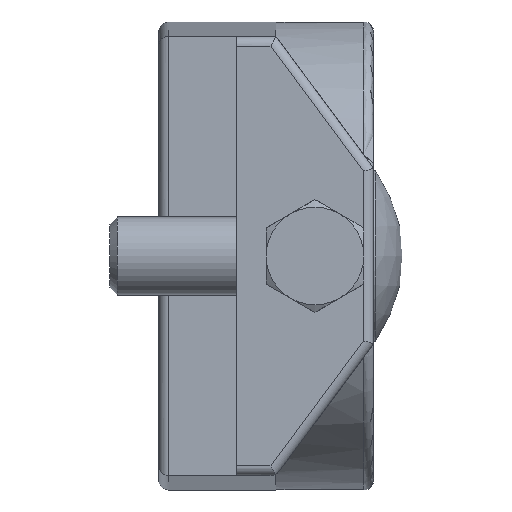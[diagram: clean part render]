
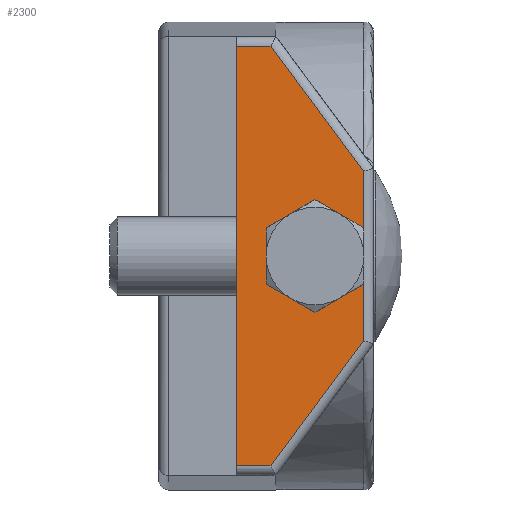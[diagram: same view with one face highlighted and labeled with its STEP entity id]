
A CAD part, left-side view. The second image highlights one B-rep face of the part: STEP entity #2300.
In plain terms, the highlighted planar face has unit normal (-1, 0, 0).
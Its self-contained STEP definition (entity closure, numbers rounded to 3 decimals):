
#177=LINE('',#3794,#330);
#181=LINE('',#3831,#334);
#187=LINE('',#3851,#340);
#188=LINE('',#3855,#341);
#189=LINE('',#3857,#342);
#190=LINE('',#3858,#343);
#330=VECTOR('',#2951,1.);
#334=VECTOR('',#2967,1.);
#340=VECTOR('',#2987,1.);
#341=VECTOR('',#2992,1.);
#342=VECTOR('',#2993,1.);
#343=VECTOR('',#2994,1.);
#495=FACE_BOUND('',#732,.T.);
#564=FACE_OUTER_BOUND('',#731,.T.);
#731=EDGE_LOOP('',(#1715,#1716,#1717,#1718,#1719,#1720));
#732=EDGE_LOOP('',(#1721));
#880=CIRCLE('',#2461,3.);
#993=VERTEX_POINT('',#3565);
#1045=VERTEX_POINT('',#3791);
#1046=VERTEX_POINT('',#3793);
#1051=VERTEX_POINT('',#3830);
#1058=VERTEX_POINT('',#3850);
#1059=VERTEX_POINT('',#3854);
#1060=VERTEX_POINT('',#3856);
#1213=EDGE_CURVE('',#993,#993,#880,.T.);
#1284=EDGE_CURVE('',#1045,#1046,#177,.T.);
#1293=EDGE_CURVE('',#1046,#1051,#181,.T.);
#1303=EDGE_CURVE('',#1051,#1058,#187,.T.);
#1305=EDGE_CURVE('',#1059,#1045,#188,.T.);
#1306=EDGE_CURVE('',#1060,#1059,#189,.T.);
#1307=EDGE_CURVE('',#1060,#1058,#190,.T.);
#1715=ORIENTED_EDGE('',*,*,#1293,.F.);
#1716=ORIENTED_EDGE('',*,*,#1284,.F.);
#1717=ORIENTED_EDGE('',*,*,#1305,.F.);
#1718=ORIENTED_EDGE('',*,*,#1306,.F.);
#1719=ORIENTED_EDGE('',*,*,#1307,.T.);
#1720=ORIENTED_EDGE('',*,*,#1303,.F.);
#1721=ORIENTED_EDGE('',*,*,#1213,.T.);
#2190=PLANE('',#2530);
#2300=ADVANCED_FACE('',(#564,#495),#2190,.T.);
#2461=AXIS2_PLACEMENT_3D('',#3566,#2807,#2808);
#2530=AXIS2_PLACEMENT_3D('',#3853,#2990,#2991);
#2807=DIRECTION('center_axis',(1.,0.,0.));
#2808=DIRECTION('ref_axis',(0.,1.,0.));
#2951=DIRECTION('',(0.,0.,-1.));
#2967=DIRECTION('',(0.,0.595,-0.804));
#2987=DIRECTION('',(0.,1.,0.));
#2990=DIRECTION('center_axis',(-1.,0.,0.));
#2991=DIRECTION('ref_axis',(0.,0.,-1.));
#2992=DIRECTION('',(0.,-0.595,-0.804));
#2993=DIRECTION('',(0.,-1.,0.));
#2994=DIRECTION('',(0.,0.,-1.));
#3565=CARTESIAN_POINT('',(-85.,-11.,0.));
#3566=CARTESIAN_POINT('Origin',(-85.,-8.,0.));
#3791=CARTESIAN_POINT('',(-85.,-13.,8.67));
#3793=CARTESIAN_POINT('',(-85.,-13.,-8.67));
#3794=CARTESIAN_POINT('',(-85.,-13.,11.25));
#3830=CARTESIAN_POINT('',(-85.,-3.496,-21.5));
#3831=CARTESIAN_POINT('',(-85.,-20.73,1.765));
#3850=CARTESIAN_POINT('',(-85.,0.,-21.5));
#3851=CARTESIAN_POINT('',(-85.,-14.,-21.5));
#3853=CARTESIAN_POINT('Origin',(-85.,-14.,22.5));
#3854=CARTESIAN_POINT('',(-85.,-3.496,21.5));
#3855=CARTESIAN_POINT('',(-85.,-4.968,19.513));
#3856=CARTESIAN_POINT('',(-85.,0.,21.5));
#3857=CARTESIAN_POINT('',(-85.,-14.,21.5));
#3858=CARTESIAN_POINT('',(-85.,0.,22.5));
